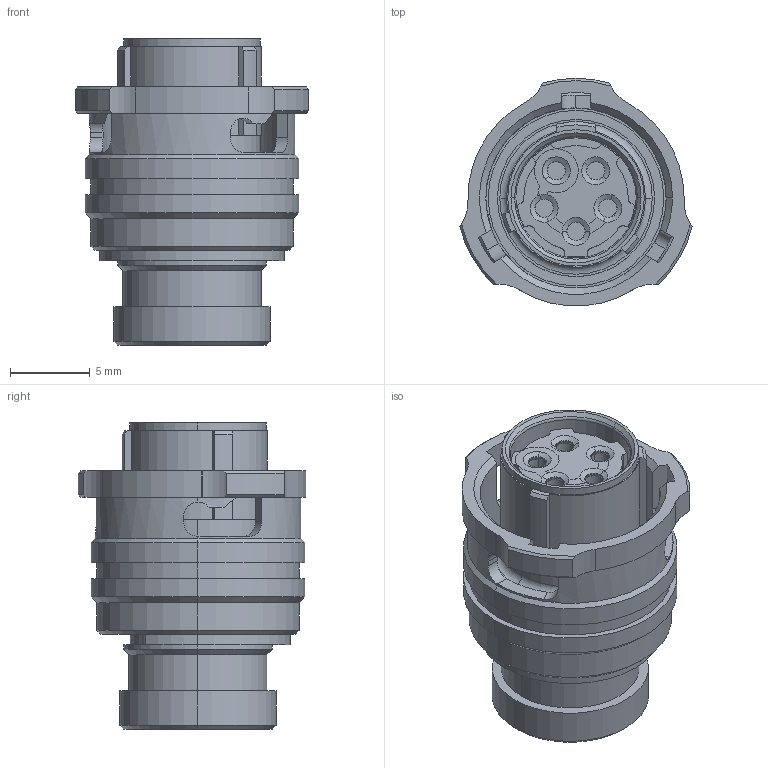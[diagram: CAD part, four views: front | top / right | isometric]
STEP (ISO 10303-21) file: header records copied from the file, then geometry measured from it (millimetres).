
FILE_DESCRIPTION (( 'STEP AP214' ), '1' );
FILE_NAME ('ASL606-05SA-HE.STEP', '2012-11-22T12:26:10', ( 'Nick Lewis' ), ( 'Deutsch Uk' ), 'SwSTEP 2.0', 'SolidWorks 2011', '' );
FILE_SCHEMA (( 'AUTOMOTIVE_DESIGN' ));
Length unit declared in the file: millimetre
Products named in the file (1): ASL606-05SA-HE
Bounding box: 14.57 x 14.25 x 19.2 mm (x, y, z)
Volume: 1373.5 mm3; surface area: 3274.2 mm2
Topology: 13 solids, 13 shells, 380 faces, 913 edges, 567 vertices
Faces by surface type: cylinder 180, plane 86, cone 56, torus 46, bspline 12
Entity records: 15876 total; most frequent: CARTESIAN_POINT 2437, DIRECTION 2054, ORIENTED_EDGE 1826, EDGE_CURVE 913, AXIS2_PLACEMENT_3D 856, VERTEX_POINT 567, CIRCLE 487, EDGE_LOOP 420
